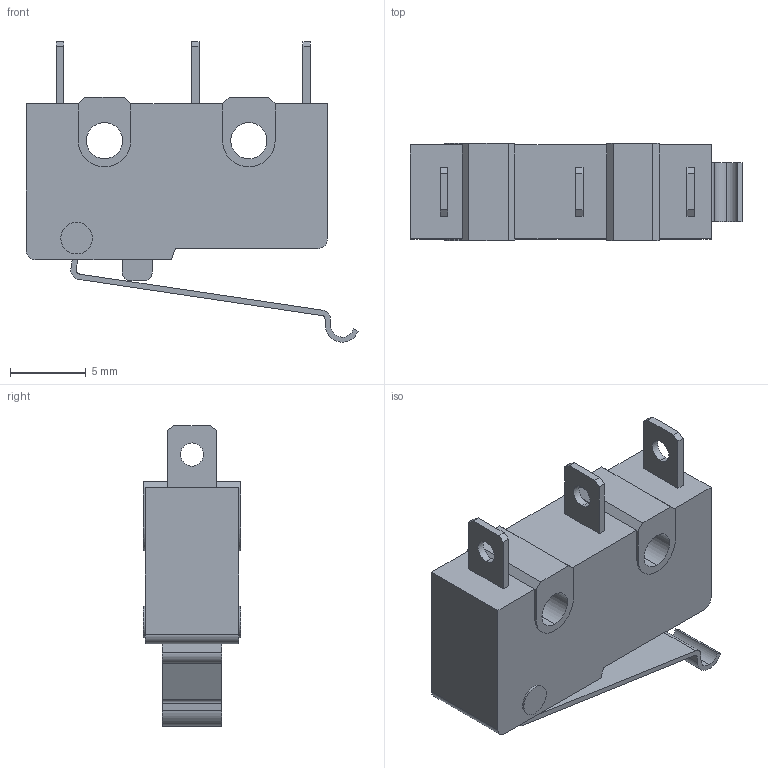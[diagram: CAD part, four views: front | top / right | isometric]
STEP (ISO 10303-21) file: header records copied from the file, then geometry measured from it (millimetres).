
FILE_DESCRIPTION (( 'STEP AP203' ), '1' );
FILE_NAME ('3103-0001-0002.STEP', '2018-08-01T21:54:28', ( '' ), ( '' ), 'SwSTEP 2.0', 'SolidWorks 2016', '' );
FILE_SCHEMA (( 'CONFIG_CONTROL_DESIGN' ));
Length unit declared in the file: inch
Products named in the file (1): 3103-0001-0002
Bounding box: 21.91 x 6.44 x 19.81 mm (x, y, z)
Volume: 1240.8 mm3; surface area: 1139.3 mm2
Topology: 1 solids, 1 shells, 95 faces, 250 edges, 164 vertices
Faces by surface type: plane 65, cylinder 30
Entity records: 3019 total; most frequent: CARTESIAN_POINT 510, DIRECTION 502, ORIENTED_EDGE 500, EDGE_CURVE 250, VECTOR 190, LINE 190, VERTEX_POINT 164, AXIS2_PLACEMENT_3D 156
